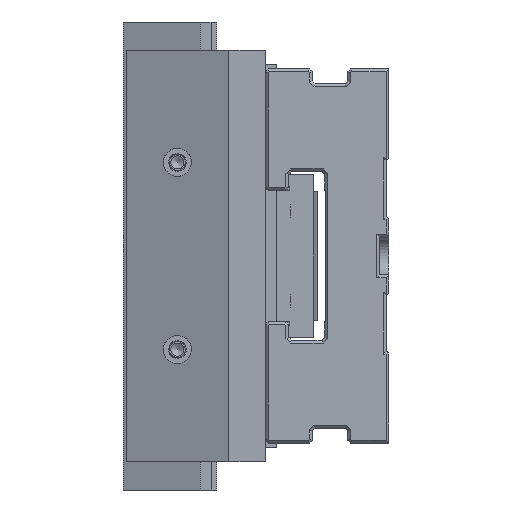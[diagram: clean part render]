
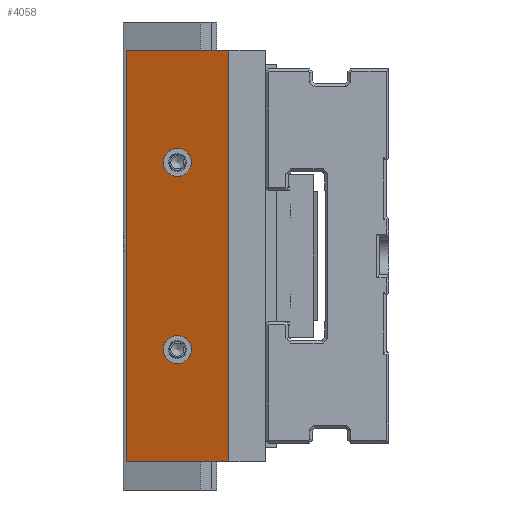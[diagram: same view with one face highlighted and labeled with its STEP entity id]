
A CAD part, left-side view. The second image highlights one B-rep face of the part: STEP entity #4058.
In plain terms, the highlighted planar face has unit normal (-0.924, 0.383, 0).
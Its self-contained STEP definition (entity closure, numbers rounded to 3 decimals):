
#90=ELLIPSE('',#12049,8.118,7.5);
#91=ELLIPSE('',#12050,8.118,7.5);
#642=FACE_BOUND('',#5349,.T.);
#643=FACE_BOUND('',#5350,.T.);
#644=FACE_BOUND('',#5351,.T.);
#1133=PLANE('',#12051);
#2148=LINE('',#18111,#3309);
#2150=LINE('',#18115,#3311);
#2175=LINE('',#18166,#3336);
#2177=LINE('',#18175,#3338);
#3309=VECTOR('',#14631,1.);
#3311=VECTOR('',#14635,1.);
#3336=VECTOR('',#14664,1.);
#3338=VECTOR('',#14674,1.);
#4058=ADVANCED_FACE('',(#642,#643,#644),#1133,.T.);
#5349=EDGE_LOOP('',(#8217));
#5350=EDGE_LOOP('',(#8218));
#5351=EDGE_LOOP('',(#8219,#8220,#8221,#8222));
#8217=ORIENTED_EDGE('',*,*,#11017,.F.);
#8218=ORIENTED_EDGE('',*,*,#11018,.F.);
#8219=ORIENTED_EDGE('',*,*,#10965,.F.);
#8220=ORIENTED_EDGE('',*,*,#10993,.F.);
#8221=ORIENTED_EDGE('',*,*,#10998,.F.);
#8222=ORIENTED_EDGE('',*,*,#10967,.F.);
#9562=VERTEX_POINT('',#18110);
#9563=VERTEX_POINT('',#18112);
#9564=VERTEX_POINT('',#18116);
#9587=VERTEX_POINT('',#18165);
#9600=VERTEX_POINT('',#18212);
#9601=VERTEX_POINT('',#18214);
#10965=EDGE_CURVE('',#9562,#9563,#2148,.T.);
#10967=EDGE_CURVE('',#9563,#9564,#2150,.T.);
#10993=EDGE_CURVE('',#9587,#9562,#2175,.T.);
#10998=EDGE_CURVE('',#9564,#9587,#2177,.T.);
#11017=EDGE_CURVE('',#9600,#9600,#90,.T.);
#11018=EDGE_CURVE('',#9601,#9601,#91,.T.);
#12049=AXIS2_PLACEMENT_3D('',#18211,#14717,#14718);
#12050=AXIS2_PLACEMENT_3D('',#18213,#14719,#14720);
#12051=AXIS2_PLACEMENT_3D('',#18215,#14721,#14722);
#14631=DIRECTION('',(0.,0.,-1.));
#14635=DIRECTION('',(0.383,0.924,0.));
#14664=DIRECTION('',(-0.383,-0.924,0.));
#14674=DIRECTION('',(0.,0.,1.));
#14717=DIRECTION('',(-0.924,0.383,0.));
#14718=DIRECTION('',(0.383,0.924,0.));
#14719=DIRECTION('',(-0.924,0.383,0.));
#14720=DIRECTION('',(0.383,0.924,0.));
#14721=DIRECTION('',(-0.924,0.383,0.));
#14722=DIRECTION('',(-0.383,-0.924,0.));
#18110=CARTESIAN_POINT('',(0.,85.5,210.));
#18111=CARTESIAN_POINT('',(0.,85.5,100.));
#18112=CARTESIAN_POINT('',(0.,85.5,-10.));
#18115=CARTESIAN_POINT('',(0.476,86.649,-10.));
#18116=CARTESIAN_POINT('',(22.575,140.,-10.));
#18165=CARTESIAN_POINT('',(22.575,140.,210.));
#18166=CARTESIAN_POINT('',(0.476,86.649,210.));
#18175=CARTESIAN_POINT('',(22.575,140.,-10.));
#18211=CARTESIAN_POINT('',(11.391,113.,50.));
#18212=CARTESIAN_POINT('',(14.497,120.5,50.));
#18213=CARTESIAN_POINT('',(11.391,113.,150.));
#18214=CARTESIAN_POINT('',(14.497,120.5,150.));
#18215=CARTESIAN_POINT('',(0.,85.5,-42.5));
